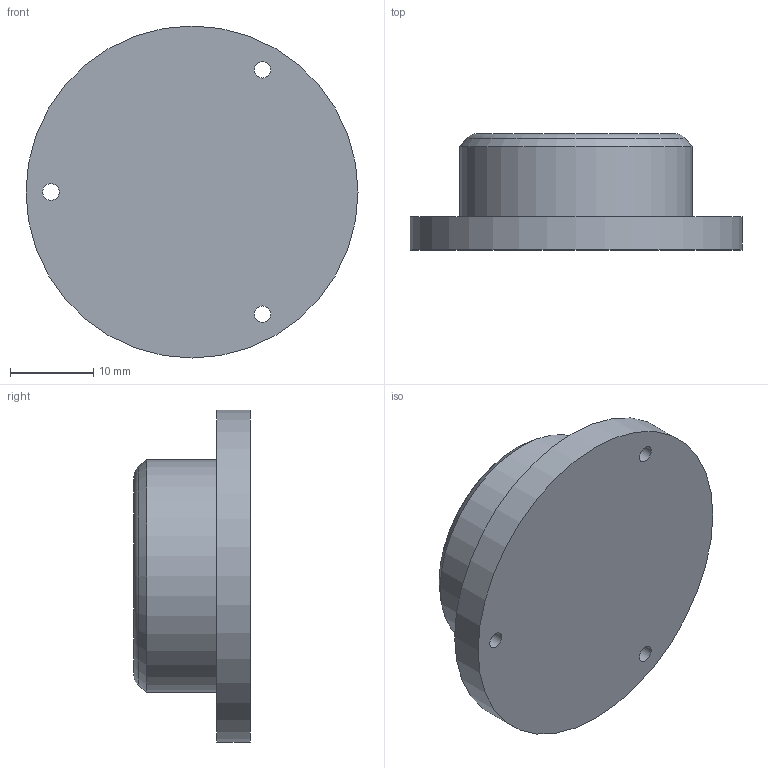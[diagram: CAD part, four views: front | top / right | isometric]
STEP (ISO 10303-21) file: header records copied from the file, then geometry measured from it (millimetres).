
FILE_DESCRIPTION( ( 'STEP AP214' ), '1' );
FILE_NAME( 'K1154.1281430.stp', '2020-12-10T10:26:53', ( '' ), ( '' ), ' ', 'PARTsolutions', ' ' );
FILE_SCHEMA( ( 'AUTOMOTIVE_DESIGN { 1 0 10303 214 1 1 1 1 }' ) );
Length unit declared in the file: millimetre
Products named in the file (1): _K1154.1281430
Bounding box: 40 x 14 x 40 mm (x, y, z)
Volume: 10500.3 mm3; surface area: 3912 mm2
Topology: 1 solids, 1 shells, 11 faces, 21 edges, 13 vertices
Faces by surface type: cylinder 5, plane 3, cone 2, torus 1
Full cylindrical faces by diameter (mm): 2 x3, 28 x1, 40 x1
Entity records: 360 total; most frequent: DIRECTION 50, CARTESIAN_POINT 38, EDGE_LOOP 26, ORIENTED_EDGE 26, AXIS2_PLACEMENT_3D 25, FACE_OUTER_BOUND 17, EDGE_CURVE 13, VERTEX_POINT 13
